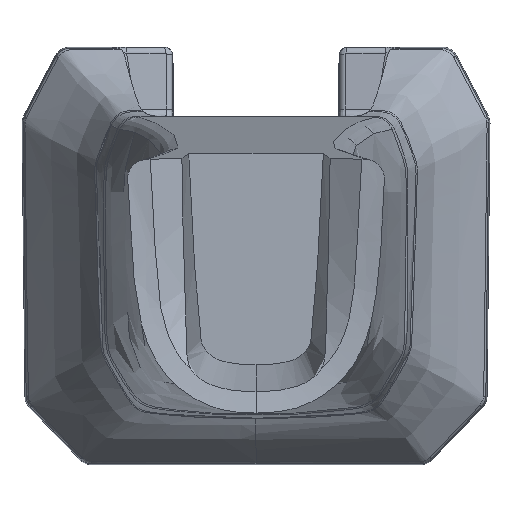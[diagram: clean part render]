
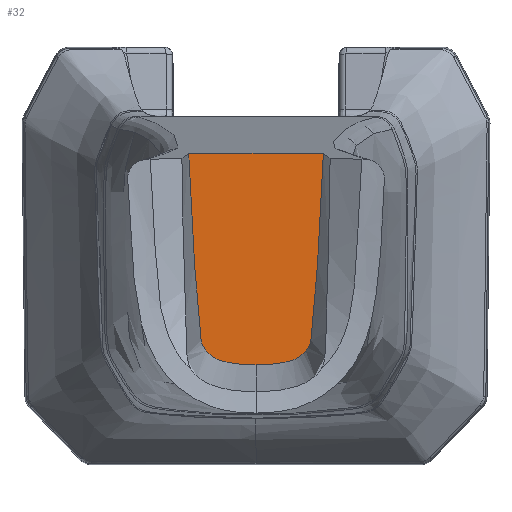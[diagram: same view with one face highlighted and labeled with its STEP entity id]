
A CAD part, top view. The second image highlights one B-rep face of the part: STEP entity #32.
In plain terms, the highlighted planar face has unit normal (0, 0, -1).
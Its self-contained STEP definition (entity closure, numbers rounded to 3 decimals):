
#32=ADVANCED_FACE('',(#136),#1529,.T.);
#136=FACE_OUTER_BOUND('',#240,.T.);
#240=EDGE_LOOP('',(#434,#435,#436));
#434=ORIENTED_EDGE('',*,*,#884,.F.);
#435=ORIENTED_EDGE('',*,*,#893,.F.);
#436=ORIENTED_EDGE('',*,*,#890,.T.);
#884=EDGE_CURVE('',#1425,#1431,#1299,.T.);
#890=EDGE_CURVE('',#1424,#1431,#1305,.T.);
#893=EDGE_CURVE('',#1424,#1425,#1308,.T.);
#1299=B_SPLINE_CURVE_WITH_KNOTS('',3,(#26294,#26295,#26296,#26297,#26298,
#26299,#26300,#26301,#26302,#26303,#26304,#26305,#26306,#26307,#26308,#26309,
#26310,#26311,#26312,#26313,#26314,#26315,#26316,#26317,#26318),
 .UNSPECIFIED.,.F.,.F.,(4,3,1,1,1,1,1,1,1,1,1,1,1,1,1,1,1,1,1,1,4),(-320.574,
-320.278,-296.696,-295.564,-272.338,
-260.675,-252.158,-233.716,-230.53,
-217.992,-213.733,-207.719,-205.84,
-198.936,-197.623,-190.684,-183.24,
-182.002,-170.919,-170.364,-168.617),
 .UNSPECIFIED.);
#1305=B_SPLINE_CURVE_WITH_KNOTS('',3,(#26455,#26456,#26457,#26458,#26459,
#26460,#26461,#26462,#26463,#26464,#26465,#26466,#26467,#26468,#26469,#26470,
#26471,#26472,#26473,#26474,#26475,#26476,#26477,#26478,#26479),
 .UNSPECIFIED.,.F.,.F.,(4,3,1,1,1,1,1,1,1,1,1,1,1,1,1,1,1,1,1,1,4),(16.659,
16.955,40.538,41.669,64.895,76.559,
85.076,103.518,106.703,119.242,123.501,
129.515,131.393,138.298,139.611,146.55,
153.993,155.232,166.314,166.87,168.617),
 .UNSPECIFIED.);
#1308=B_SPLINE_CURVE_WITH_KNOTS('',1,(#27504,#27505),.UNSPECIFIED.,.F.,
 .F.,(2,2),(0.,83.121),.UNSPECIFIED.);
#1424=VERTEX_POINT('',#24638);
#1425=VERTEX_POINT('',#24639);
#1431=VERTEX_POINT('',#24645);
#1529=PLANE('',#1653);
#1653=AXIS2_PLACEMENT_3D('',#18601,#1675,$);
#1675=DIRECTION('',(0.,0.,-1.));
#18601=CARTESIAN_POINT('',(49.895,49.2,267.343));
#24638=CARTESIAN_POINT('',(41.571,192.831,267.343));
#24639=CARTESIAN_POINT('',(-41.55,192.831,267.343));
#24645=CARTESIAN_POINT('',(0.01,62.269,267.343));
#26294=CARTESIAN_POINT('',(-41.55,192.831,267.343));
#26295=CARTESIAN_POINT('',(-41.544,192.73,267.343));
#26296=CARTESIAN_POINT('',(-41.539,192.629,267.343));
#26297=CARTESIAN_POINT('',(-41.533,192.527,267.343));
#26298=CARTESIAN_POINT('',(-41.064,184.46,267.343));
#26299=CARTESIAN_POINT('',(-40.573,176.004,267.343));
#26300=CARTESIAN_POINT('',(-39.748,159.599,267.343));
#26301=CARTESIAN_POINT('',(-39.229,147.271,267.343));
#26302=CARTESIAN_POINT('',(-38.465,132.412,267.343));
#26303=CARTESIAN_POINT('',(-37.634,119.188,267.343));
#26304=CARTESIAN_POINT('',(-36.848,108.883,267.343));
#26305=CARTESIAN_POINT('',(-35.876,97.255,267.343));
#26306=CARTESIAN_POINT('',(-35.277,90.46,267.343));
#26307=CARTESIAN_POINT('',(-34.577,82.63,267.343));
#26308=CARTESIAN_POINT('',(-34.201,78.426,267.343));
#26309=CARTESIAN_POINT('',(-32.757,73.588,267.343));
#26310=CARTESIAN_POINT('',(-30.79,70.574,267.343));
#26311=CARTESIAN_POINT('',(-26.899,67.155,267.343));
#26312=CARTESIAN_POINT('',(-22.019,64.706,267.343));
#26313=CARTESIAN_POINT('',(-16.837,63.644,267.343));
#26314=CARTESIAN_POINT('',(-10.217,62.705,267.343));
#26315=CARTESIAN_POINT('',(-5.873,62.368,267.343));
#26316=CARTESIAN_POINT('',(-1.356,62.277,267.343));
#26317=CARTESIAN_POINT('',(-0.579,62.27,267.343));
#26318=CARTESIAN_POINT('',(0.01,62.269,267.343));
#26455=CARTESIAN_POINT('',(41.571,192.831,267.343));
#26456=CARTESIAN_POINT('',(41.565,192.73,267.343));
#26457=CARTESIAN_POINT('',(41.559,192.629,267.343));
#26458=CARTESIAN_POINT('',(41.554,192.527,267.343));
#26459=CARTESIAN_POINT('',(41.085,184.46,267.343));
#26460=CARTESIAN_POINT('',(40.593,176.004,267.343));
#26461=CARTESIAN_POINT('',(39.769,159.599,267.343));
#26462=CARTESIAN_POINT('',(39.25,147.271,267.343));
#26463=CARTESIAN_POINT('',(38.486,132.412,267.343));
#26464=CARTESIAN_POINT('',(37.655,119.188,267.343));
#26465=CARTESIAN_POINT('',(36.869,108.883,267.343));
#26466=CARTESIAN_POINT('',(35.897,97.255,267.343));
#26467=CARTESIAN_POINT('',(35.298,90.46,267.343));
#26468=CARTESIAN_POINT('',(34.598,82.63,267.343));
#26469=CARTESIAN_POINT('',(34.222,78.426,267.343));
#26470=CARTESIAN_POINT('',(32.778,73.588,267.343));
#26471=CARTESIAN_POINT('',(30.811,70.574,267.343));
#26472=CARTESIAN_POINT('',(26.92,67.155,267.343));
#26473=CARTESIAN_POINT('',(22.04,64.706,267.343));
#26474=CARTESIAN_POINT('',(16.858,63.644,267.343));
#26475=CARTESIAN_POINT('',(10.237,62.705,267.343));
#26476=CARTESIAN_POINT('',(5.894,62.368,267.343));
#26477=CARTESIAN_POINT('',(1.377,62.277,267.343));
#26478=CARTESIAN_POINT('',(0.6,62.27,267.343));
#26479=CARTESIAN_POINT('',(0.01,62.269,267.343));
#27504=CARTESIAN_POINT('',(41.571,192.831,267.343));
#27505=CARTESIAN_POINT('',(-41.55,192.831,267.343));
